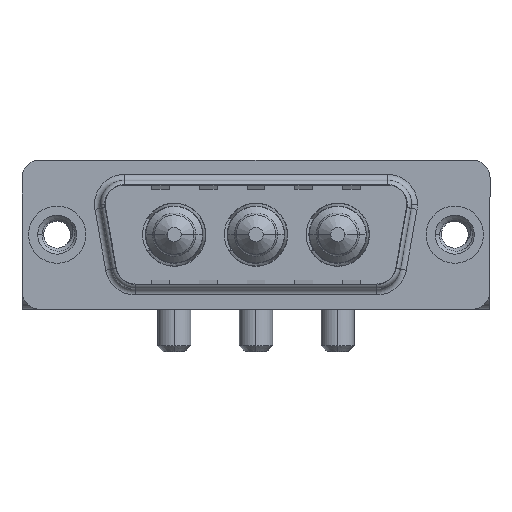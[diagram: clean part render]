
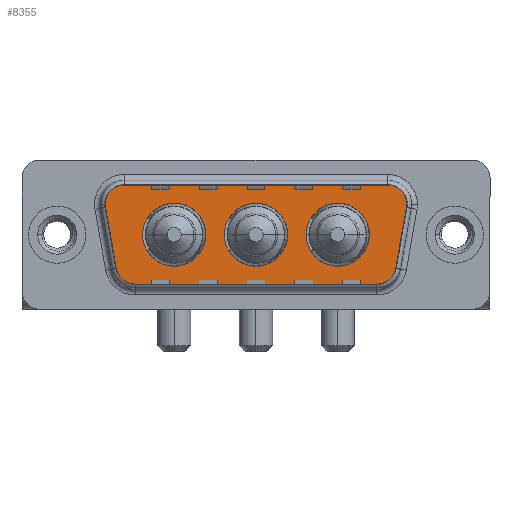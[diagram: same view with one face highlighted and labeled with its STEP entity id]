
A CAD part, top view. The second image highlights one B-rep face of the part: STEP entity #8355.
In plain terms, the highlighted planar face has unit normal (0, 0, 1).
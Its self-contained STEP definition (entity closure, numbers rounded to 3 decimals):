
#96 = VERTEX_POINT ( 'NONE', #7807 ) ;
#228 = CIRCLE ( 'NONE', #13396, 2.65 ) ;
#576 = DIRECTION ( 'NONE',  ( 1., 0., 0. ) ) ;
#630 = DIRECTION ( 'NONE',  ( 0., 0., 1. ) ) ;
#750 = CARTESIAN_POINT ( 'NONE',  ( 16.65, 0., 0. ) ) ;
#1103 = CARTESIAN_POINT ( 'NONE',  ( 3.441, 2.553, 0. ) ) ;
#1114 = AXIS2_PLACEMENT_3D ( 'NONE', #7123, #12522, #13644 ) ;
#1155 = CARTESIAN_POINT ( 'NONE',  ( 6.434, -4.9, 0. ) ) ;
#1269 = ORIENTED_EDGE ( 'NONE', *, *, #13637, .F. ) ;
#1270 = EDGE_CURVE ( 'NONE', #6299, #5101, #8185, .T. ) ;
#1442 = CARTESIAN_POINT ( 'NONE',  ( 6.434, -2.9, 0. ) ) ;
#1506 = CIRCLE ( 'NONE', #11097, 2. ) ;
#1602 = CARTESIAN_POINT ( 'NONE',  ( 29.859, 2.553, 0. ) ) ;
#1657 = VERTEX_POINT ( 'NONE', #1155 ) ;
#1696 = DIRECTION ( 'NONE',  ( 0., 0., 1. ) ) ;
#1798 = VERTEX_POINT ( 'NONE', #11198 ) ;
#1918 = CIRCLE ( 'NONE', #9735, 2.65 ) ;
#1929 = AXIS2_PLACEMENT_3D ( 'NONE', #12264, #12480, #7152 ) ;
#2155 = VERTEX_POINT ( 'NONE', #10864 ) ;
#2247 = DIRECTION ( 'NONE',  ( 0., 0., 1. ) ) ;
#2459 = ORIENTED_EDGE ( 'NONE', *, *, #3454, .T. ) ;
#2657 = DIRECTION ( 'NONE',  ( 0., 0., 1. ) ) ;
#2849 = CARTESIAN_POINT ( 'NONE',  ( 27.889, 2.9, 0. ) ) ;
#2985 = CARTESIAN_POINT ( 'NONE',  ( 26.15, 0., 0. ) ) ;
#3454 = EDGE_CURVE ( 'NONE', #9085, #10608, #1506, .T. ) ;
#3480 = EDGE_CURVE ( 'NONE', #12573, #3728, #4834, .T. ) ;
#3547 = CARTESIAN_POINT ( 'NONE',  ( 4.464, -3.247, 0. ) ) ;
#3563 = CARTESIAN_POINT ( 'NONE',  ( 5.411, 4.9, 0. ) ) ;
#3728 = VERTEX_POINT ( 'NONE', #8816 ) ;
#3735 = DIRECTION ( 'NONE',  ( 0., 0., 1. ) ) ;
#3751 = LINE ( 'NONE', #4657, #11632 ) ;
#3931 = EDGE_LOOP ( 'NONE', ( #12077, #11179 ) ) ;
#4200 = CIRCLE ( 'NONE', #5982, 2.65 ) ;
#4271 = CARTESIAN_POINT ( 'NONE',  ( 5.411, 4.9, 0. ) ) ;
#4526 = CARTESIAN_POINT ( 'NONE',  ( 29.889, 2.9, 0. ) ) ;
#4657 = CARTESIAN_POINT ( 'NONE',  ( 6.434, -4.9, 0. ) ) ;
#4669 = VERTEX_POINT ( 'NONE', #3547 ) ;
#4682 = DIRECTION ( 'NONE',  ( 0., 0., 1. ) ) ;
#4705 = DIRECTION ( 'NONE',  ( 1., 0., 0. ) ) ;
#4766 = ORIENTED_EDGE ( 'NONE', *, *, #9369, .F. ) ;
#4771 = ORIENTED_EDGE ( 'NONE', *, *, #12689, .T. ) ;
#4834 = CIRCLE ( 'NONE', #10435, 2. ) ;
#4869 = EDGE_CURVE ( 'NONE', #7655, #10099, #7988, .T. ) ;
#4937 = DIRECTION ( 'NONE',  ( -1., 0., 0. ) ) ;
#4963 = ORIENTED_EDGE ( 'NONE', *, *, #7627, .T. ) ;
#4964 = FACE_BOUND ( 'NONE', #3931, .T. ) ;
#5052 = VERTEX_POINT ( 'NONE', #5422 ) ;
#5101 = VERTEX_POINT ( 'NONE', #2985 ) ;
#5308 = AXIS2_PLACEMENT_3D ( 'NONE', #2849, #630, #4937 ) ;
#5422 = CARTESIAN_POINT ( 'NONE',  ( 14., 0., 0. ) ) ;
#5426 = EDGE_CURVE ( 'NONE', #5052, #96, #4200, .T. ) ;
#5482 = VECTOR ( 'NONE', #6767, 1000. ) ;
#5828 = EDGE_CURVE ( 'NONE', #5101, #6299, #13388, .T. ) ;
#5865 = DIRECTION ( 'NONE',  ( 1., 0., 0. ) ) ;
#5871 = DIRECTION ( 'NONE',  ( 1., 0., 0. ) ) ;
#5894 = DIRECTION ( 'NONE',  ( -1., 0., 0. ) ) ;
#5960 = EDGE_CURVE ( 'NONE', #10099, #9378, #7745, .T. ) ;
#5982 = AXIS2_PLACEMENT_3D ( 'NONE', #6097, #11151, #4705 ) ;
#6097 = CARTESIAN_POINT ( 'NONE',  ( 16.65, 0., 0. ) ) ;
#6199 = ORIENTED_EDGE ( 'NONE', *, *, #5426, .F. ) ;
#6235 = CIRCLE ( 'NONE', #11389, 2. ) ;
#6299 = VERTEX_POINT ( 'NONE', #13204 ) ;
#6499 = DIRECTION ( 'NONE',  ( 1., 0., 0. ) ) ;
#6690 = EDGE_CURVE ( 'NONE', #1798, #2155, #228, .T. ) ;
#6753 = DIRECTION ( 'NONE',  ( 0.174, 0.985, 0. ) ) ;
#6767 = DIRECTION ( 'NONE',  ( -1., 0., 0. ) ) ;
#6832 = CARTESIAN_POINT ( 'NONE',  ( 29.859, 2.553, 0. ) ) ;
#6875 = ORIENTED_EDGE ( 'NONE', *, *, #4869, .T. ) ;
#6895 = AXIS2_PLACEMENT_3D ( 'NONE', #12030, #2657, #576 ) ;
#7123 = CARTESIAN_POINT ( 'NONE',  ( 27.889, 2.9, 0. ) ) ;
#7145 = ORIENTED_EDGE ( 'NONE', *, *, #7689, .T. ) ;
#7152 = DIRECTION ( 'NONE',  ( 1., 0., 0. ) ) ;
#7263 = CIRCLE ( 'NONE', #13508, 2.65 ) ;
#7291 = CARTESIAN_POINT ( 'NONE',  ( 5.411, 2.9, 0. ) ) ;
#7627 = EDGE_CURVE ( 'NONE', #1657, #12573, #3751, .T. ) ;
#7655 = VERTEX_POINT ( 'NONE', #1602 ) ;
#7689 = EDGE_CURVE ( 'NONE', #3728, #7655, #11105, .T. ) ;
#7745 = CIRCLE ( 'NONE', #1114, 2. ) ;
#7807 = CARTESIAN_POINT ( 'NONE',  ( 19.3, 0., 0. ) ) ;
#7883 = EDGE_LOOP ( 'NONE', ( #13407, #7145, #6875, #11594, #10109, #2459, #4771, #9742, #4963 ) ) ;
#7988 = CIRCLE ( 'NONE', #5308, 2. ) ;
#8064 = CARTESIAN_POINT ( 'NONE',  ( 26.866, -2.9, 0. ) ) ;
#8135 = DIRECTION ( 'NONE',  ( 1., 0., 0. ) ) ;
#8185 = CIRCLE ( 'NONE', #1929, 2.65 ) ;
#8186 = EDGE_CURVE ( 'NONE', #4669, #1657, #6235, .T. ) ;
#8233 = DIRECTION ( 'NONE',  ( 1., 0., 0. ) ) ;
#8355 = ADVANCED_FACE ( 'NONE', ( #11192, #4964, #13301, #10285 ), #9106, .T. ) ;
#8449 = LINE ( 'NONE', #1103, #13057 ) ;
#8816 = CARTESIAN_POINT ( 'NONE',  ( 28.836, -3.247, 0. ) ) ;
#9085 = VERTEX_POINT ( 'NONE', #4271 ) ;
#9106 = PLANE ( 'NONE',  #10082 ) ;
#9369 = EDGE_CURVE ( 'NONE', #96, #5052, #7263, .T. ) ;
#9378 = VERTEX_POINT ( 'NONE', #12488 ) ;
#9561 = DIRECTION ( 'NONE',  ( 0., 0., 1. ) ) ;
#9735 = AXIS2_PLACEMENT_3D ( 'NONE', #11835, #2247, #6499 ) ;
#9742 = ORIENTED_EDGE ( 'NONE', *, *, #8186, .T. ) ;
#9804 = EDGE_LOOP ( 'NONE', ( #4766, #6199 ) ) ;
#10082 = AXIS2_PLACEMENT_3D ( 'NONE', #13431, #4682, #5865 ) ;
#10099 = VERTEX_POINT ( 'NONE', #4526 ) ;
#10109 = ORIENTED_EDGE ( 'NONE', *, *, #13769, .T. ) ;
#10285 = FACE_OUTER_BOUND ( 'NONE', #7883, .T. ) ;
#10297 = DIRECTION ( 'NONE',  ( 0., 0., 1. ) ) ;
#10435 = AXIS2_PLACEMENT_3D ( 'NONE', #8064, #1696, #11345 ) ;
#10592 = DIRECTION ( 'NONE',  ( 0.174, -0.985, 0. ) ) ;
#10608 = VERTEX_POINT ( 'NONE', #12016 ) ;
#10864 = CARTESIAN_POINT ( 'NONE',  ( 7.15, 0., 0. ) ) ;
#11097 = AXIS2_PLACEMENT_3D ( 'NONE', #7291, #11552, #5871 ) ;
#11105 = LINE ( 'NONE', #6832, #13166 ) ;
#11139 = EDGE_LOOP ( 'NONE', ( #13800, #1269 ) ) ;
#11151 = DIRECTION ( 'NONE',  ( 0., 0., 1. ) ) ;
#11179 = ORIENTED_EDGE ( 'NONE', *, *, #1270, .F. ) ;
#11192 = FACE_BOUND ( 'NONE', #9804, .T. ) ;
#11198 = CARTESIAN_POINT ( 'NONE',  ( 12.45, 0., 0. ) ) ;
#11273 = CARTESIAN_POINT ( 'NONE',  ( 9.8, 0., 0. ) ) ;
#11345 = DIRECTION ( 'NONE',  ( 1., 0., 0. ) ) ;
#11389 = AXIS2_PLACEMENT_3D ( 'NONE', #1442, #3735, #5894 ) ;
#11552 = DIRECTION ( 'NONE',  ( 0., 0., 1. ) ) ;
#11594 = ORIENTED_EDGE ( 'NONE', *, *, #5960, .T. ) ;
#11632 = VECTOR ( 'NONE', #12219, 1000. ) ;
#11835 = CARTESIAN_POINT ( 'NONE',  ( 9.8, 0., 0. ) ) ;
#12016 = CARTESIAN_POINT ( 'NONE',  ( 3.441, 2.553, 0. ) ) ;
#12030 = CARTESIAN_POINT ( 'NONE',  ( 23.5, 0., 0. ) ) ;
#12077 = ORIENTED_EDGE ( 'NONE', *, *, #5828, .F. ) ;
#12219 = DIRECTION ( 'NONE',  ( 1., 0., 0. ) ) ;
#12264 = CARTESIAN_POINT ( 'NONE',  ( 23.5, 0., 0. ) ) ;
#12421 = CARTESIAN_POINT ( 'NONE',  ( 26.866, -4.9, 0. ) ) ;
#12480 = DIRECTION ( 'NONE',  ( 0., 0., 1. ) ) ;
#12488 = CARTESIAN_POINT ( 'NONE',  ( 27.889, 4.9, 0. ) ) ;
#12522 = DIRECTION ( 'NONE',  ( 0., 0., 1. ) ) ;
#12573 = VERTEX_POINT ( 'NONE', #12421 ) ;
#12689 = EDGE_CURVE ( 'NONE', #10608, #4669, #8449, .T. ) ;
#13057 = VECTOR ( 'NONE', #10592, 1000. ) ;
#13151 = LINE ( 'NONE', #3563, #5482 ) ;
#13166 = VECTOR ( 'NONE', #6753, 1000. ) ;
#13204 = CARTESIAN_POINT ( 'NONE',  ( 20.85, 0., 0. ) ) ;
#13301 = FACE_BOUND ( 'NONE', #11139, .T. ) ;
#13388 = CIRCLE ( 'NONE', #6895, 2.65 ) ;
#13396 = AXIS2_PLACEMENT_3D ( 'NONE', #11273, #10297, #8135 ) ;
#13407 = ORIENTED_EDGE ( 'NONE', *, *, #3480, .T. ) ;
#13431 = CARTESIAN_POINT ( 'NONE',  ( 26.866, -2.9, 0. ) ) ;
#13508 = AXIS2_PLACEMENT_3D ( 'NONE', #750, #9561, #8233 ) ;
#13637 = EDGE_CURVE ( 'NONE', #2155, #1798, #1918, .T. ) ;
#13644 = DIRECTION ( 'NONE',  ( -1., 0., 0. ) ) ;
#13769 = EDGE_CURVE ( 'NONE', #9378, #9085, #13151, .T. ) ;
#13800 = ORIENTED_EDGE ( 'NONE', *, *, #6690, .F. ) ;
